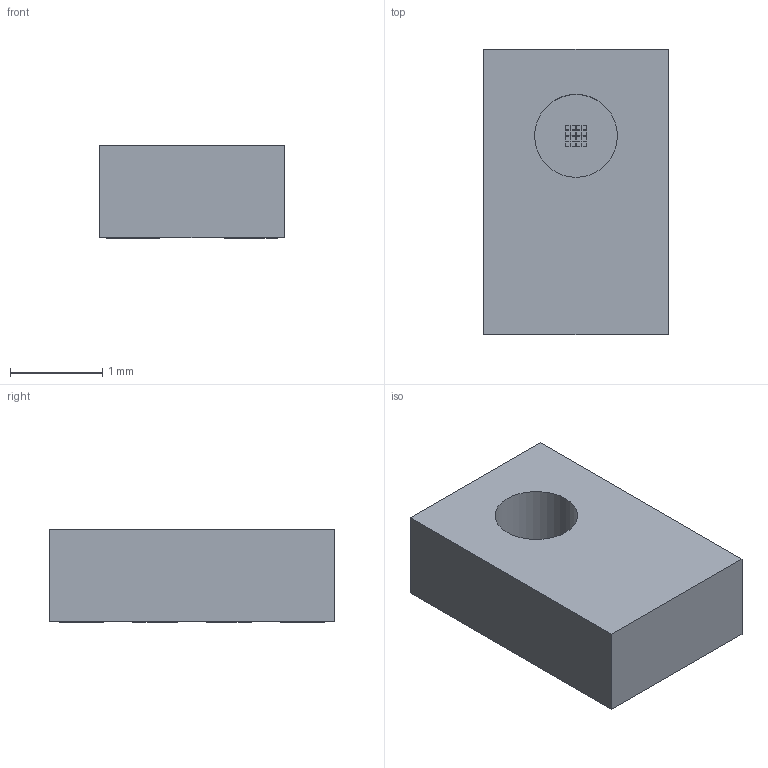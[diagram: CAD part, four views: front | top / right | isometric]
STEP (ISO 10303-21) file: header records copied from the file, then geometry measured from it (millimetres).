
FILE_DESCRIPTION(/* description */ (''),/* implementation_level */ '2;1');
FILE_NAME(/* name */ 'AS7341.step',/* time_stamp */ '2022-06-30T14:37:17+02:00',/* author */ (''),/* organization */ (''),/* preprocessor_version */ 'ST-DEVELOPER v19',/* originating_system */ 'Autodesk Translation Framework v11.7.0.108',/* authorisation */ '');
FILE_SCHEMA (('AUTOMOTIVE_DESIGN { 1 0 10303 214 3 1 1 }'));
Length unit declared in the file: millimetre
Products named in the file (2): AS7341; Component1
Assembly tree (1 placements, depth 2):
  AS7341
    Component1
Bounding box: 2 x 3.1 x 1.01 mm (x, y, z)
Volume: 5.8 mm3; surface area: 29.4 mm2
Topology: 25 solids, 25 shells, 153 faces, 306 edges, 204 vertices
Faces by surface type: plane 152, cylinder 1
Full cylindrical faces by diameter (mm): 0.9 x1
Entity records: 3936 total; most frequent: CARTESIAN_POINT 667, DIRECTION 622, ORIENTED_EDGE 612, EDGE_CURVE 306, LINE 304, VECTOR 304, VERTEX_POINT 204, AXIS2_PLACEMENT_3D 159
